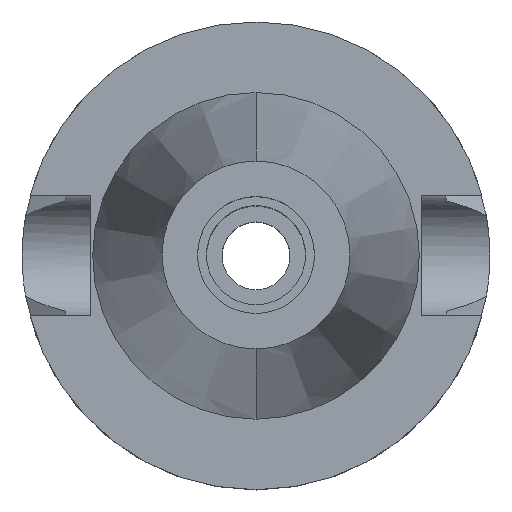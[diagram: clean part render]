
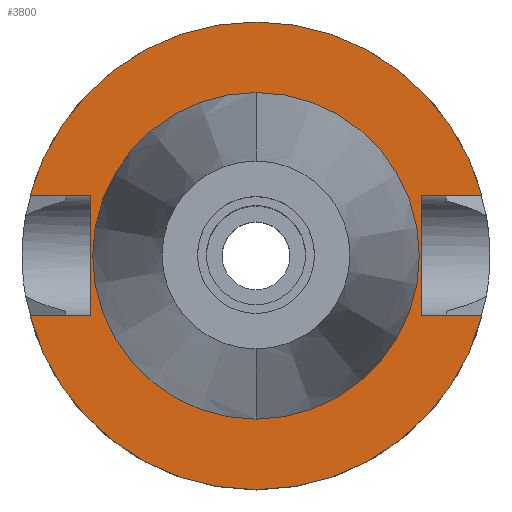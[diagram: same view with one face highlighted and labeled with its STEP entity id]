
A CAD part, top view. The second image highlights one B-rep face of the part: STEP entity #3800.
In plain terms, the highlighted planar face has unit normal (0, 0, 1).
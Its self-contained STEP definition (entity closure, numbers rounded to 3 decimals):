
#1622=DIRECTION('',(1.,0.,0.));
#1623=VECTOR('',#1622,12.921);
#1624=CARTESIAN_POINT('',(35.4,12.85,-1.5));
#1625=LINE('',#1624,#1623);
#1669=DIRECTION('',(0.,1.,0.));
#1670=VECTOR('',#1669,25.7);
#1671=CARTESIAN_POINT('',(-35.4,-12.85,-1.5));
#1672=LINE('',#1671,#1670);
#1676=DIRECTION('',(-1.,0.,0.));
#1677=VECTOR('',#1676,12.921);
#1678=CARTESIAN_POINT('',(-35.4,12.85,-1.5));
#1679=LINE('',#1678,#1677);
#1683=CARTESIAN_POINT('',(0.,0.,-1.5));
#1684=DIRECTION('',(0.,0.,-1.));
#1685=DIRECTION('',(-0.966,0.257,0.));
#1686=AXIS2_PLACEMENT_3D('',#1683,#1684,#1685);
#1691=CARTESIAN_POINT('',(0.,0.,-1.5));
#1692=DIRECTION('',(0.,0.,-1.));
#1693=DIRECTION('',(0.,1.,0.));
#1694=AXIS2_PLACEMENT_3D('',#1691,#1692,#1693);
#1699=DIRECTION('',(0.,-1.,0.));
#1700=VECTOR('',#1699,25.7);
#1701=CARTESIAN_POINT('',(35.4,12.85,-1.5));
#1702=LINE('',#1701,#1700);
#1706=DIRECTION('',(1.,0.,0.));
#1707=VECTOR('',#1706,12.921);
#1708=CARTESIAN_POINT('',(35.4,-12.85,-1.5));
#1709=LINE('',#1708,#1707);
#1713=CARTESIAN_POINT('',(0.,0.,-1.5));
#1714=DIRECTION('',(0.,0.,-1.));
#1715=DIRECTION('',(0.966,-0.257,0.));
#1716=AXIS2_PLACEMENT_3D('',#1713,#1714,#1715);
#1721=CARTESIAN_POINT('',(0.,0.,-1.5));
#1722=DIRECTION('',(0.,0.,-1.));
#1723=DIRECTION('',(0.,-1.,0.));
#1724=AXIS2_PLACEMENT_3D('',#1721,#1722,#1723);
#1729=CARTESIAN_POINT('',(0.,0.,-1.5));
#1730=DIRECTION('',(0.,0.,1.));
#1731=DIRECTION('',(0.,-1.,0.));
#1732=AXIS2_PLACEMENT_3D('',#1729,#1730,#1731);
#1737=CARTESIAN_POINT('',(0.,0.,-1.5));
#1738=DIRECTION('',(0.,0.,1.));
#1739=DIRECTION('',(0.,1.,0.));
#1740=AXIS2_PLACEMENT_3D('',#1737,#1738,#1739);
#1775=DIRECTION('',(-1.,0.,0.));
#1776=VECTOR('',#1775,12.921);
#1777=CARTESIAN_POINT('',(-35.4,-12.85,-1.5));
#1778=LINE('',#1777,#1776);
#2563=CARTESIAN_POINT('',(-35.4,-12.85,-1.5));
#2564=VERTEX_POINT('',#2563);
#2565=CARTESIAN_POINT('',(-48.321,-12.85,-1.5));
#2566=VERTEX_POINT('',#2565);
#2569=CARTESIAN_POINT('',(-35.4,12.85,-1.5));
#2570=VERTEX_POINT('',#2569);
#2571=CARTESIAN_POINT('',(-48.321,12.85,-1.5));
#2572=VERTEX_POINT('',#2571);
#2573=CARTESIAN_POINT('',(0.,50.,-1.5));
#2574=CARTESIAN_POINT('',(48.321,12.85,-1.5));
#2575=VERTEX_POINT('',#2573);
#2576=VERTEX_POINT('',#2574);
#2577=CARTESIAN_POINT('',(35.4,12.85,-1.5));
#2578=VERTEX_POINT('',#2577);
#2579=CARTESIAN_POINT('',(35.4,-12.85,-1.5));
#2580=VERTEX_POINT('',#2579);
#2581=CARTESIAN_POINT('',(48.321,-12.85,-1.5));
#2582=VERTEX_POINT('',#2581);
#2583=CARTESIAN_POINT('',(0.,-50.,-1.5));
#2584=VERTEX_POINT('',#2583);
#2585=CARTESIAN_POINT('',(0.,-34.925,-1.5));
#2586=CARTESIAN_POINT('',(0.,34.925,-1.5));
#2587=VERTEX_POINT('',#2585);
#2588=VERTEX_POINT('',#2586);
#3769=CARTESIAN_POINT('',(0.,0.,-1.5));
#3770=DIRECTION('',(0.,0.,-1.));
#3771=DIRECTION('',(0.,-1.,0.));
#3772=AXIS2_PLACEMENT_3D('',#3769,#3770,#3771);
#3773=PLANE('',#3772);
#3775=ORIENTED_EDGE('',*,*,#3774,.T.);
#3777=ORIENTED_EDGE('',*,*,#3776,.T.);
#3779=ORIENTED_EDGE('',*,*,#3778,.T.);
#3781=ORIENTED_EDGE('',*,*,#3780,.T.);
#3782=ORIENTED_EDGE('',*,*,#3745,.F.);
#3783=ORIENTED_EDGE('',*,*,#3759,.T.);
#3785=ORIENTED_EDGE('',*,*,#3784,.T.);
#3787=ORIENTED_EDGE('',*,*,#3786,.T.);
#3789=ORIENTED_EDGE('',*,*,#3788,.T.);
#3791=ORIENTED_EDGE('',*,*,#3790,.F.);
#3792=EDGE_LOOP('',(#3775,#3777,#3779,#3781,#3782,#3783,#3785,#3787,#3789,
#3791));
#3793=FACE_OUTER_BOUND('',#3792,.F.);
#3795=ORIENTED_EDGE('',*,*,#3794,.T.);
#3797=ORIENTED_EDGE('',*,*,#3796,.T.);
#3798=EDGE_LOOP('',(#3795,#3797));
#3799=FACE_BOUND('',#3798,.F.);
#1687=CIRCLE('',#1686,50.);
#1695=CIRCLE('',#1694,50.);
#1717=CIRCLE('',#1716,50.);
#1725=CIRCLE('',#1724,50.);
#1733=CIRCLE('',#1732,34.925);
#1741=CIRCLE('',#1740,34.925);
#3745=EDGE_CURVE('',#2578,#2576,#1625,.T.);
#3759=EDGE_CURVE('',#2578,#2580,#1702,.T.);
#3774=EDGE_CURVE('',#2564,#2570,#1672,.T.);
#3776=EDGE_CURVE('',#2570,#2572,#1679,.T.);
#3778=EDGE_CURVE('',#2572,#2575,#1687,.T.);
#3780=EDGE_CURVE('',#2575,#2576,#1695,.T.);
#3784=EDGE_CURVE('',#2580,#2582,#1709,.T.);
#3786=EDGE_CURVE('',#2582,#2584,#1717,.T.);
#3788=EDGE_CURVE('',#2584,#2566,#1725,.T.);
#3790=EDGE_CURVE('',#2564,#2566,#1778,.T.);
#3794=EDGE_CURVE('',#2587,#2588,#1733,.T.);
#3796=EDGE_CURVE('',#2588,#2587,#1741,.T.);
#3800=ADVANCED_FACE('',(#3793,#3799),#3773,.F.);
